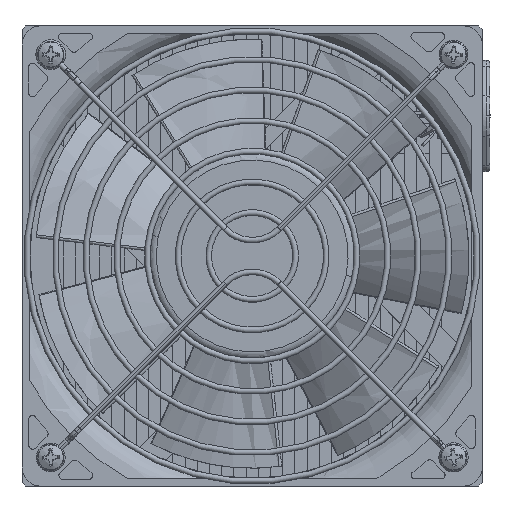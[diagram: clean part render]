
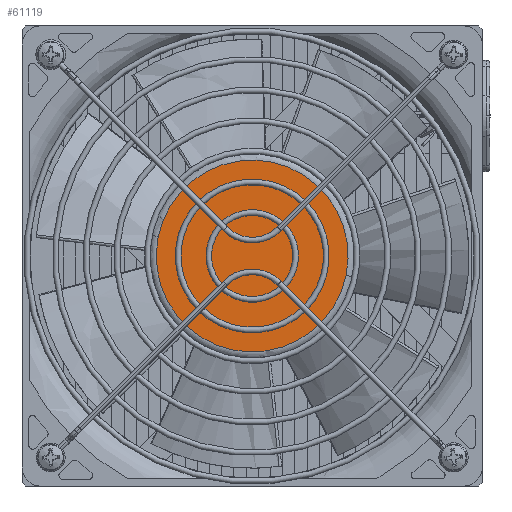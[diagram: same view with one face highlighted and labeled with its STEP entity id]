
A CAD part, front view. The second image highlights one B-rep face of the part: STEP entity #61119.
In plain terms, the highlighted planar face has unit normal (0, -1, 0).
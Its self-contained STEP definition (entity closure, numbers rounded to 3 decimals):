
#842 = CARTESIAN_POINT ( 'NONE',  ( 60., -127.7, 162.887 ) ) ;
#4264 = EDGE_CURVE ( 'NONE', #28002, #85337, #61412, .T. ) ;
#11574 = DIRECTION ( 'NONE',  ( 0.979, 0., -0.202 ) ) ;
#14157 = ORIENTED_EDGE ( 'NONE', *, *, #4264, .T. ) ;
#15020 = DIRECTION ( 'NONE',  ( 0., -1., 0. ) ) ;
#18689 = CARTESIAN_POINT ( 'NONE',  ( 35.515, -127.7, 167.936 ) ) ;
#21287 = CIRCLE ( 'NONE', #58408, 25. ) ;
#24284 = FACE_OUTER_BOUND ( 'NONE', #51897, .T. ) ;
#25190 = CARTESIAN_POINT ( 'NONE',  ( 60., -127.7, 162.887 ) ) ;
#25562 = CARTESIAN_POINT ( 'NONE',  ( 84.485, -127.7, 157.837 ) ) ;
#28002 = VERTEX_POINT ( 'NONE', #18689 ) ;
#33989 = ORIENTED_EDGE ( 'NONE', *, *, #52557, .T. ) ;
#49143 = DIRECTION ( 'NONE',  ( 0.979, 0., -0.202 ) ) ;
#51156 = DIRECTION ( 'NONE',  ( 0.979, 0., -0.202 ) ) ;
#51745 = DIRECTION ( 'NONE',  ( 0., -1., 0. ) ) ;
#51897 = EDGE_LOOP ( 'NONE', ( #33989, #14157 ) ) ;
#52557 = EDGE_CURVE ( 'NONE', #85337, #28002, #21287, .T. ) ;
#56330 = PLANE ( 'NONE',  #72986 ) ;
#58408 = AXIS2_PLACEMENT_3D ( 'NONE', #65599, #51745, #51156 ) ;
#61119 = ADVANCED_FACE ( 'NONE', ( #24284 ), #56330, .T. ) ;
#61412 = CIRCLE ( 'NONE', #73742, 25. ) ;
#65599 = CARTESIAN_POINT ( 'NONE',  ( 60., -127.7, 162.887 ) ) ;
#72986 = AXIS2_PLACEMENT_3D ( 'NONE', #842, #15020, #49143 ) ;
#73742 = AXIS2_PLACEMENT_3D ( 'NONE', #25190, #80836, #11574 ) ;
#80836 = DIRECTION ( 'NONE',  ( 0., -1., 0. ) ) ;
#85337 = VERTEX_POINT ( 'NONE', #25562 ) ;
